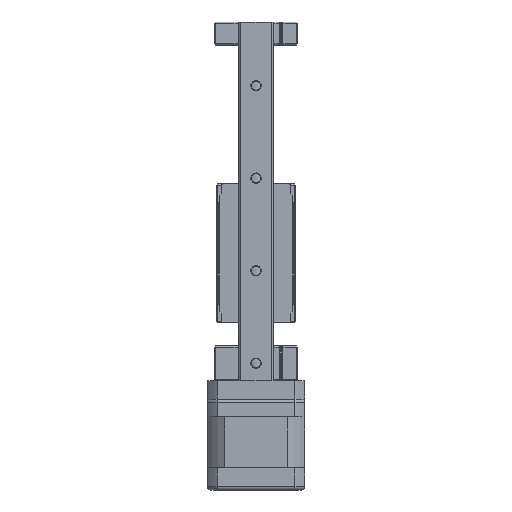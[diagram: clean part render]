
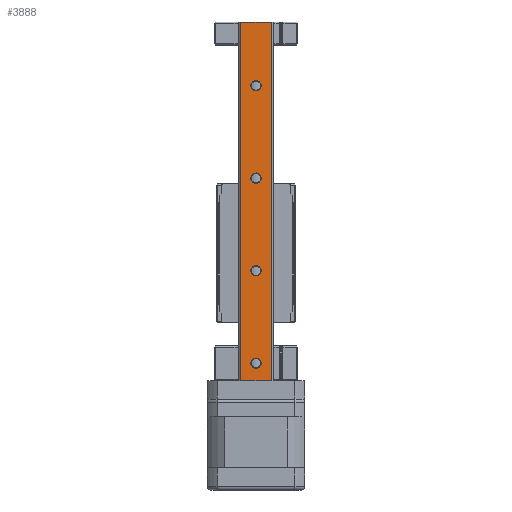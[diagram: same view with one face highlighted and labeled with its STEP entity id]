
A CAD part, front view. The second image highlights one B-rep face of the part: STEP entity #3888.
In plain terms, the highlighted planar face has unit normal (0, -1, 0).
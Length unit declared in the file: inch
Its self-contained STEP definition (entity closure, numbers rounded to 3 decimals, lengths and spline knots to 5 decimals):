
#183 = FACE_OUTER_BOUND ( 'NONE', #10815, .T. ) ;
#725 = AXIS2_PLACEMENT_3D ( 'NONE', #17233, #5560, #19170 ) ;
#1578 = PLANE ( 'NONE',  #725 ) ;
#1759 = CIRCLE ( 'NONE', #22867, 0.08858 ) ;
#1799 = EDGE_CURVE ( 'NONE', #13693, #13665, #17901, .T. ) ;
#1916 = CIRCLE ( 'NONE', #21967, 0.08858 ) ;
#1930 = LINE ( 'NONE', #8999, #22031 ) ;
#2391 = CARTESIAN_POINT ( 'NONE',  ( -0.04598, -0.70375, 4.56693 ) ) ;
#2741 = DIRECTION ( 'NONE',  ( 0., 1., 0. ) ) ;
#3286 = CARTESIAN_POINT ( 'NONE',  ( -0.04598, -0.70375, 6.14173 ) ) ;
#3641 = EDGE_CURVE ( 'NONE', #4334, #20133, #19957, .T. ) ;
#3881 = DIRECTION ( 'NONE',  ( 0., 1., 0. ) ) ;
#3888 = ADVANCED_FACE ( 'NONE', ( #15681, #10518, #183, #20274, #15067 ), #1578, .T. ) ;
#4216 = VERTEX_POINT ( 'NONE', #4810 ) ;
#4261 = ORIENTED_EDGE ( 'NONE', *, *, #11545, .F. ) ;
#4334 = VERTEX_POINT ( 'NONE', #3286 ) ;
#4810 = CARTESIAN_POINT ( 'NONE',  ( 0.13119, -0.70375, 1.41732 ) ) ;
#4811 = CARTESIAN_POINT ( 'NONE',  ( 0.0426, -0.70375, 6.14173 ) ) ;
#4866 = ORIENTED_EDGE ( 'NONE', *, *, #22859, .T. ) ;
#5440 = DIRECTION ( 'NONE',  ( 0., 1., 0. ) ) ;
#5550 = LINE ( 'NONE', #17322, #20496 ) ;
#5560 = DIRECTION ( 'NONE',  ( 0., -1., 0. ) ) ;
#6115 = EDGE_CURVE ( 'NONE', #17317, #24030, #5550, .T. ) ;
#6749 = VECTOR ( 'NONE', #23602, 39.37008 ) ;
#6764 = DIRECTION ( 'NONE',  ( 1., 0., 0. ) ) ;
#7362 = LINE ( 'NONE', #9989, #6749 ) ;
#7603 = DIRECTION ( 'NONE',  ( 0., 0., -1. ) ) ;
#7664 = EDGE_CURVE ( 'NONE', #19582, #4216, #19234, .T. ) ;
#7797 = CARTESIAN_POINT ( 'NONE',  ( 0.30638, -0.70375, 7.22441 ) ) ;
#7800 = EDGE_CURVE ( 'NONE', #12187, #23810, #10418, .T. ) ;
#8144 = EDGE_CURVE ( 'NONE', #4216, #19582, #15549, .T. ) ;
#8150 = DIRECTION ( 'NONE',  ( 0., 1., 0. ) ) ;
#8776 = ORIENTED_EDGE ( 'NONE', *, *, #7800, .T. ) ;
#8999 = CARTESIAN_POINT ( 'NONE',  ( -0.22118, -0.70375, 7.22441 ) ) ;
#9268 = ORIENTED_EDGE ( 'NONE', *, *, #16150, .T. ) ;
#9404 = CARTESIAN_POINT ( 'NONE',  ( 0.0426, -0.70375, 1.41732 ) ) ;
#9494 = CARTESIAN_POINT ( 'NONE',  ( 0.0426, -0.70375, 2.99213 ) ) ;
#9989 = CARTESIAN_POINT ( 'NONE',  ( -0.22118, -0.70375, 7.22441 ) ) ;
#9991 = VECTOR ( 'NONE', #23919, 39.37008 ) ;
#10418 = CIRCLE ( 'NONE', #25240, 0.08858 ) ;
#10518 = FACE_BOUND ( 'NONE', #10693, .T. ) ;
#10604 = CARTESIAN_POINT ( 'NONE',  ( 0.0426, -0.70375, 6.14173 ) ) ;
#10693 = EDGE_LOOP ( 'NONE', ( #22789, #13713 ) ) ;
#10815 = EDGE_LOOP ( 'NONE', ( #4261, #22874, #23657, #9268 ) ) ;
#11077 = ORIENTED_EDGE ( 'NONE', *, *, #13739, .T. ) ;
#11347 = DIRECTION ( 'NONE',  ( 1., 0., 0. ) ) ;
#11545 = EDGE_CURVE ( 'NONE', #24030, #16841, #19718, .T. ) ;
#11738 = EDGE_CURVE ( 'NONE', #13665, #13693, #1759, .T. ) ;
#12179 = CARTESIAN_POINT ( 'NONE',  ( 0.13119, -0.70375, 2.99213 ) ) ;
#12187 = VERTEX_POINT ( 'NONE', #20912 ) ;
#12549 = DIRECTION ( 'NONE',  ( 1., 0., 0. ) ) ;
#12666 = CIRCLE ( 'NONE', #22437, 0.08858 ) ;
#12840 = EDGE_LOOP ( 'NONE', ( #21671, #12923 ) ) ;
#12923 = ORIENTED_EDGE ( 'NONE', *, *, #1799, .T. ) ;
#13302 = DIRECTION ( 'NONE',  ( 0., 1., 0. ) ) ;
#13665 = VERTEX_POINT ( 'NONE', #15946 ) ;
#13693 = VERTEX_POINT ( 'NONE', #12179 ) ;
#13713 = ORIENTED_EDGE ( 'NONE', *, *, #8144, .T. ) ;
#13739 = EDGE_CURVE ( 'NONE', #23810, #12187, #12666, .T. ) ;
#14121 = CARTESIAN_POINT ( 'NONE',  ( -0.22118, -0.70375, 1.12205 ) ) ;
#14408 = CARTESIAN_POINT ( 'NONE',  ( 0.0426, -0.70375, 4.56693 ) ) ;
#14847 = DIRECTION ( 'NONE',  ( -1., 0., 0. ) ) ;
#15026 = VERTEX_POINT ( 'NONE', #19321 ) ;
#15067 = FACE_BOUND ( 'NONE', #19710, .T. ) ;
#15122 = AXIS2_PLACEMENT_3D ( 'NONE', #9404, #23015, #11347 ) ;
#15300 = EDGE_LOOP ( 'NONE', ( #11077, #8776 ) ) ;
#15542 = CARTESIAN_POINT ( 'NONE',  ( 0.0426, -0.70375, 1.41732 ) ) ;
#15549 = CIRCLE ( 'NONE', #15122, 0.08858 ) ;
#15681 = FACE_BOUND ( 'NONE', #12840, .T. ) ;
#15885 = EDGE_CURVE ( 'NONE', #17317, #15026, #1930, .T. ) ;
#15946 = CARTESIAN_POINT ( 'NONE',  ( -0.04598, -0.70375, 2.99213 ) ) ;
#16109 = AXIS2_PLACEMENT_3D ( 'NONE', #15542, #3881, #17517 ) ;
#16150 = EDGE_CURVE ( 'NONE', #15026, #16841, #7362, .T. ) ;
#16369 = DIRECTION ( 'NONE',  ( 1., 0., 0. ) ) ;
#16605 = CARTESIAN_POINT ( 'NONE',  ( 0.13119, -0.70375, 6.14173 ) ) ;
#16841 = VERTEX_POINT ( 'NONE', #14121 ) ;
#17119 = CARTESIAN_POINT ( 'NONE',  ( 0.0426, -0.70375, 2.99213 ) ) ;
#17233 = CARTESIAN_POINT ( 'NONE',  ( -0.22118, -0.70375, 7.22441 ) ) ;
#17317 = VERTEX_POINT ( 'NONE', #7797 ) ;
#17322 = CARTESIAN_POINT ( 'NONE',  ( 0.30638, -0.70375, 7.22441 ) ) ;
#17517 = DIRECTION ( 'NONE',  ( 1., 0., 0. ) ) ;
#17901 = CIRCLE ( 'NONE', #24651, 0.08858 ) ;
#18443 = DIRECTION ( 'NONE',  ( 0., 1., 0. ) ) ;
#18718 = CARTESIAN_POINT ( 'NONE',  ( 0.30638, -0.70375, 1.12205 ) ) ;
#19054 = DIRECTION ( 'NONE',  ( 1., 0., 0. ) ) ;
#19170 = DIRECTION ( 'NONE',  ( -1., 0., 0. ) ) ;
#19234 = CIRCLE ( 'NONE', #16109, 0.08858 ) ;
#19321 = CARTESIAN_POINT ( 'NONE',  ( -0.22118, -0.70375, 7.22441 ) ) ;
#19582 = VERTEX_POINT ( 'NONE', #19730 ) ;
#19710 = EDGE_LOOP ( 'NONE', ( #20977, #4866 ) ) ;
#19718 = LINE ( 'NONE', #21995, #9991 ) ;
#19730 = CARTESIAN_POINT ( 'NONE',  ( -0.04598, -0.70375, 1.41732 ) ) ;
#19795 = CARTESIAN_POINT ( 'NONE',  ( 0.0426, -0.70375, 4.56693 ) ) ;
#19957 = CIRCLE ( 'NONE', #25167, 0.08858 ) ;
#20133 = VERTEX_POINT ( 'NONE', #16605 ) ;
#20274 = FACE_BOUND ( 'NONE', #15300, .T. ) ;
#20496 = VECTOR ( 'NONE', #7603, 39.37008 ) ;
#20912 = CARTESIAN_POINT ( 'NONE',  ( 0.13119, -0.70375, 4.56693 ) ) ;
#20977 = ORIENTED_EDGE ( 'NONE', *, *, #3641, .T. ) ;
#21671 = ORIENTED_EDGE ( 'NONE', *, *, #11738, .T. ) ;
#21776 = DIRECTION ( 'NONE',  ( 1., 0., 0. ) ) ;
#21967 = AXIS2_PLACEMENT_3D ( 'NONE', #4811, #18443, #6764 ) ;
#21995 = CARTESIAN_POINT ( 'NONE',  ( -0.22118, -0.70375, 1.12205 ) ) ;
#22031 = VECTOR ( 'NONE', #14847, 39.37008 ) ;
#22437 = AXIS2_PLACEMENT_3D ( 'NONE', #14408, #2741, #16369 ) ;
#22789 = ORIENTED_EDGE ( 'NONE', *, *, #7664, .T. ) ;
#22859 = EDGE_CURVE ( 'NONE', #20133, #4334, #1916, .T. ) ;
#22867 = AXIS2_PLACEMENT_3D ( 'NONE', #17119, #5440, #19054 ) ;
#22874 = ORIENTED_EDGE ( 'NONE', *, *, #6115, .F. ) ;
#23014 = DIRECTION ( 'NONE',  ( 1., 0., 0. ) ) ;
#23015 = DIRECTION ( 'NONE',  ( 0., 1., 0. ) ) ;
#23602 = DIRECTION ( 'NONE',  ( 0., 0., -1. ) ) ;
#23657 = ORIENTED_EDGE ( 'NONE', *, *, #15885, .T. ) ;
#23810 = VERTEX_POINT ( 'NONE', #2391 ) ;
#23919 = DIRECTION ( 'NONE',  ( -1., 0., 0. ) ) ;
#24030 = VERTEX_POINT ( 'NONE', #18718 ) ;
#24213 = DIRECTION ( 'NONE',  ( 0., 1., 0. ) ) ;
#24651 = AXIS2_PLACEMENT_3D ( 'NONE', #9494, #13302, #23014 ) ;
#25167 = AXIS2_PLACEMENT_3D ( 'NONE', #10604, #24213, #12549 ) ;
#25240 = AXIS2_PLACEMENT_3D ( 'NONE', #19795, #8150, #21776 ) ;
